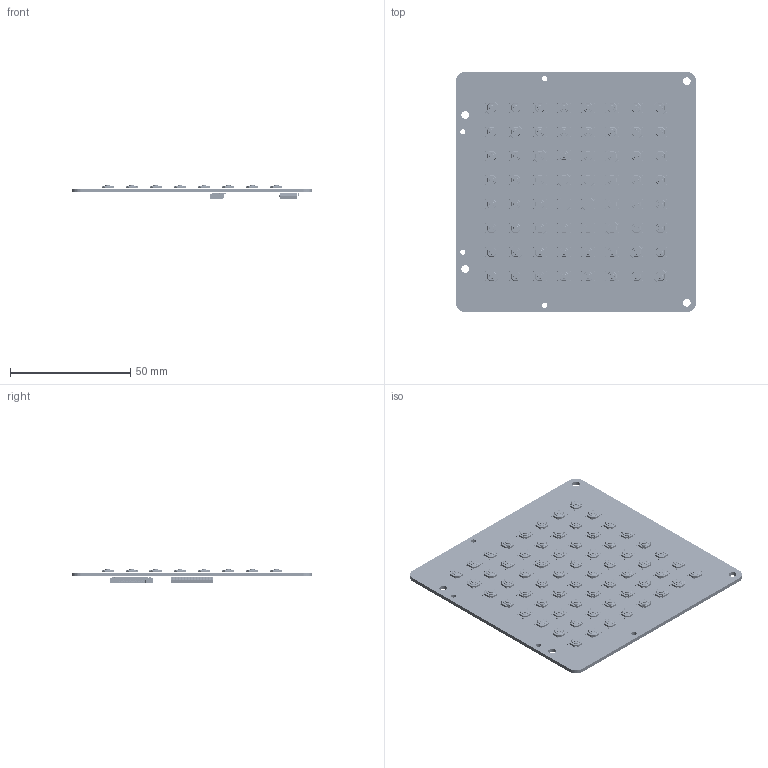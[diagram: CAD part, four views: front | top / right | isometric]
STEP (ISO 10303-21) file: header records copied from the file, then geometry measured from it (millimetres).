
FILE_DESCRIPTION(('KiCad electronic assembly'),'2;1');
FILE_NAME('PM-Keybard.step','2024-10-23T08:12:15',('Pcbnew'),('Kicad'), 'Open CASCADE STEP processor 7.6','KiCad to STEP converter','Unknown' );
FILE_SCHEMA(('AUTOMOTIVE_DESIGN { 1 0 10303 214 1 1 1 1 }'));
Length unit declared in the file: millimetre
Products named in the file (8): PM-Keybard 1; TS-1187A-B-A-B--3DModel-STEP-56544; TS-1187A-B-A-B; SOIC-28W_7.5x17.9mm_P1.27mm; SOIC_28W_75x179mm_P127mm; c-1-84953-0-a-3d; C-1-84953-0; PM-Keybard_PCB
Assembly tree (70 placements, depth 3):
  PM-Keybard 1
    TS-1187A-B-A-B--3DModel-STEP-56544  x64
      TS-1187A-B-A-B
    SOIC-28W_7.5x17.9mm_P1.27mm
      SOIC_28W_75x179mm_P127mm
    c-1-84953-0-a-3d
      C-1-84953-0
    PM-Keybard_PCB
Bounding box: 99.8 x 99.8 x 6.01 mm (x, y, z)
Volume: 17779.6 mm3; surface area: 29768.4 mm2
Topology: 451 solids, 451 shells, 19636 faces, 49830 edges, 29748 vertices
Faces by surface type: plane 8927, cylinder 7969, sphere 1536, torus 1152, bspline 52
Full cylindrical faces by diameter (mm): 0.6 x1, 2.2 x4, 3.2 x4
Entity records: 44762 total; most frequent: CARTESIAN_POINT 7428, ORIENTED_EDGE 7128, DIRECTION 7012, EDGE_CURVE 3564, LINE 2684, VECTOR 2684, VERTEX_POINT 2280, AXIS2_PLACEMENT_3D 2164
